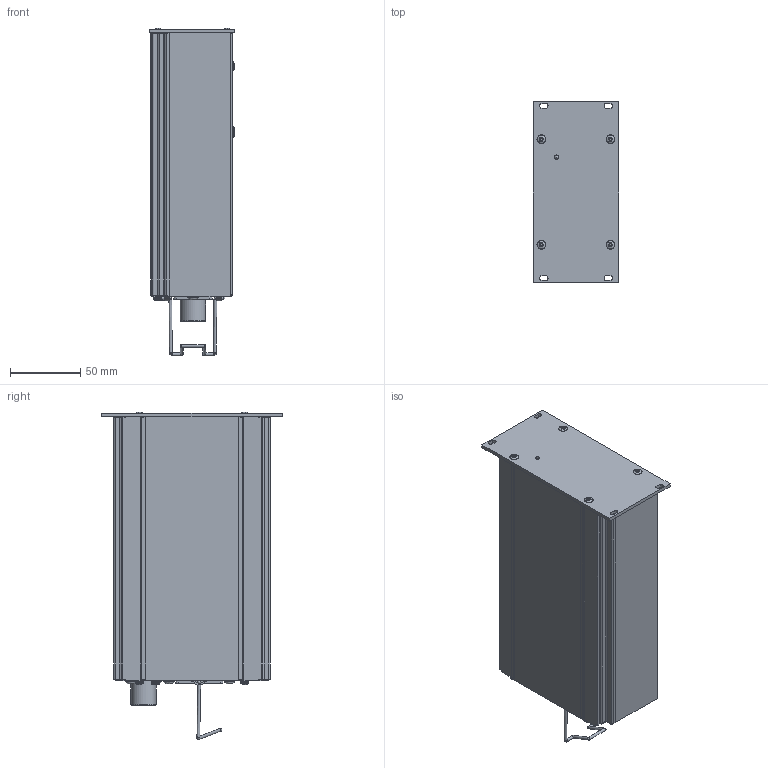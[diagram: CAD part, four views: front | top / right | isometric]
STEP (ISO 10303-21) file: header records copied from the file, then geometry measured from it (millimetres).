
FILE_DESCRIPTION((''),'2;1');
FILE_NAME('PM902065.stp','2009-09-11T14:44:11',('LEIB'),(''),'Autodesk Inventor 2009','Autodesk Inventor 2009','');
FILE_SCHEMA(('AUTOMOTIVE_DESIGN { 1 0 10303 214 1 1 1 1 }'));
Length unit declared in the file: millimetre
Products named in the file (1): Bauteil268
Bounding box: 60.7 x 128.4 x 232.94 mm (x, y, z)
Volume: 1174903.9 mm3; surface area: 121593.8 mm2
Topology: 1 solids, 9 shells, 752 faces, 2012 edges, 1306 vertices
Faces by surface type: plane 346, torus 157, cylinder 126, cone 91, bspline 18, sphere 14
Full cylindrical faces by diameter (mm): 2 x9, 2.8 x3, 3 x15, 3.4 x10, 4.2 x2, 4.25 x2, 6 x10, 6.7 x6, 18 x1
Entity records: 26905 total; most frequent: CARTESIAN_POINT 8135, DIRECTION 3773, ORIENTED_EDGE 3658, EDGE_CURVE 1829, AXIS2_PLACEMENT_3D 1517, VERTEX_POINT 1243, EDGE_LOOP 953, FACE_OUTER_BOUND 752
